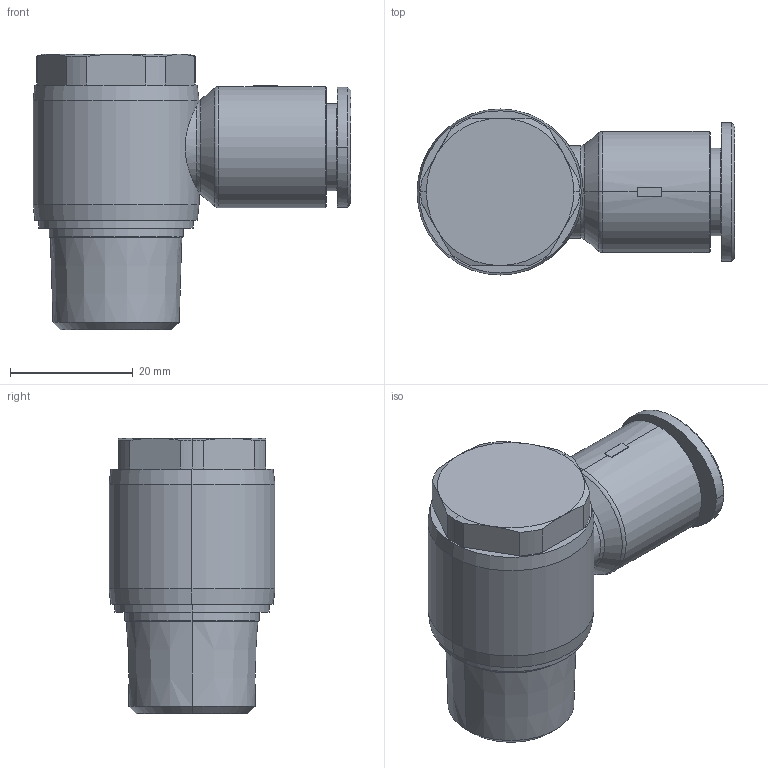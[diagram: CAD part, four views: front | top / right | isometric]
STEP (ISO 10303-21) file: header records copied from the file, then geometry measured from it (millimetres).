
FILE_DESCRIPTION((''),'2;1');
FILE_NAME('GPH_1204(3D).stp','2012-12-20T15:02:21',(''),(''),'Mechanical Desktop.R8.0.24.0','Mechanical Desktop.R8.0.24.0',', , ');
FILE_SCHEMA(('CONFIG_CONTROL_DESIGN'));
Length unit declared in the file: millimetre
Products named in the file (2): GPH_1204(3D); ºÎÇ°1
Assembly tree (1 placements, depth 2):
  GPH_1204(3D)
    ºÎÇ°1
Bounding box: 51.7 x 27 x 44.8 mm (x, y, z)
Volume: 20415.4 mm3; surface area: 8947.3 mm2
Topology: 1 solids, 1 shells, 420 faces, 1170 edges, 768 vertices
Faces by surface type: plane 353, cone 30, cylinder 25, bspline 10, torus 2
Entity records: 13890 total; most frequent: CARTESIAN_POINT 3044, ORIENTED_EDGE 2336, DIRECTION 2050, EDGE_CURVE 1168, VECTOR 1044, LINE 1044, VERTEX_POINT 768, AXIS2_PLACEMENT_3D 503
